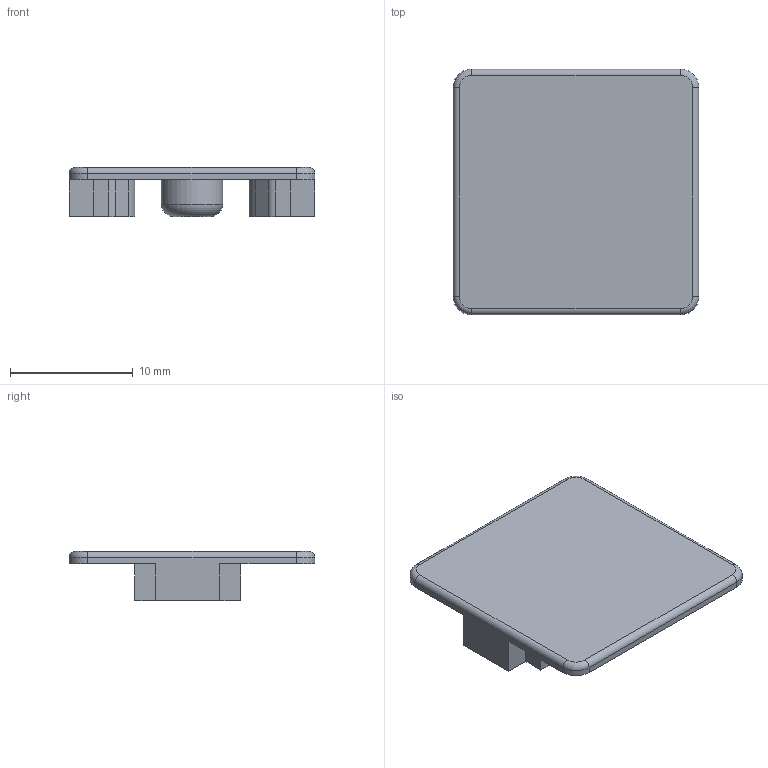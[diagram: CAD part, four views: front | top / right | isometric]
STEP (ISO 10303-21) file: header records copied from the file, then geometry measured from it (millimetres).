
FILE_DESCRIPTION(/* description */ (''),/* implementation_level */ '2;1');
FILE_NAME(/* name */ '',/* time_stamp */ '2024-12-14T16:28:46+03:00',/* author */ ('Phantom'),/* organization */ (''),/* preprocessor_version */ 'ST-DEVELOPER v20',/* originating_system */ 'Autodesk Inventor 2025',/* authorisation */ '');
FILE_SCHEMA (('AUTOMOTIVE_DESIGN { 1 0 10303 214 3 1 1 }'));
Length unit declared in the file: millimetre
Products named in the file (1): затычка
Bounding box: 20 x 20 x 4 mm (x, y, z)
Volume: 666.1 mm3; surface area: 1050.7 mm2
Topology: 1 solids, 1 shells, 49 faces, 129 edges, 83 vertices
Faces by surface type: plane 27, cylinder 17, torus 5
Full cylindrical faces by diameter (mm): 5 x1
Entity records: 1554 total; most frequent: DIRECTION 269, CARTESIAN_POINT 262, ORIENTED_EDGE 258, EDGE_CURVE 129, AXIS2_PLACEMENT_3D 90, LINE 89, VECTOR 89, VERTEX_POINT 83
